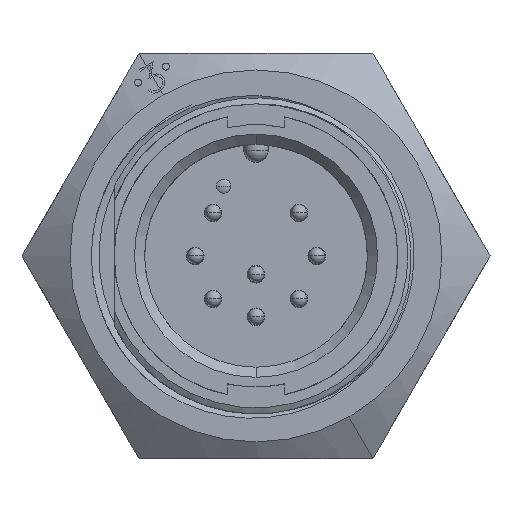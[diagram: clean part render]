
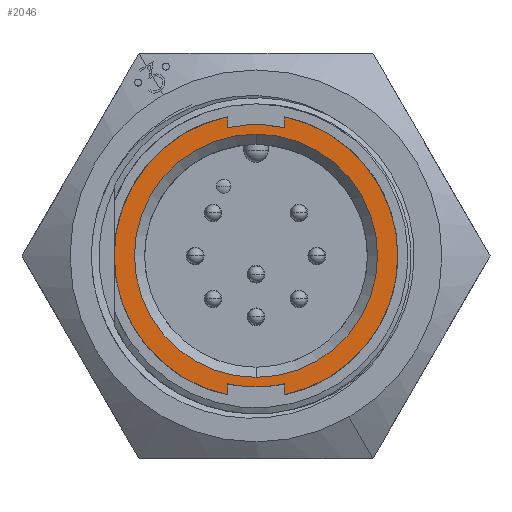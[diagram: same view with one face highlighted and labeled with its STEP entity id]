
A CAD part, top view. The second image highlights one B-rep face of the part: STEP entity #2046.
In plain terms, the highlighted planar face has unit normal (0, 0, 1).
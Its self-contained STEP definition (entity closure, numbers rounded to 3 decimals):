
#195 = DIRECTION ( 'NONE',  ( 0., 1., 0. ) ) ;
#505 = DIRECTION ( 'NONE',  ( 0., -1., 0. ) ) ;
#666 = VERTEX_POINT ( 'NONE', #11701 ) ;
#831 = CIRCLE ( 'NONE', #8569, 7.62 ) ;
#1097 = VERTEX_POINT ( 'NONE', #16923 ) ;
#1611 = DIRECTION ( 'NONE',  ( 0., 0., -1. ) ) ;
#1937 = AXIS2_PLACEMENT_3D ( 'NONE', #8596, #22333, #10565 ) ;
#2003 = VERTEX_POINT ( 'NONE', #7714 ) ;
#2046 = ADVANCED_FACE ( 'NONE', ( #19966, #25461 ), #23773, .F. ) ;
#2284 = EDGE_CURVE ( 'NONE', #25160, #17191, #7060, .T. ) ;
#2302 = CARTESIAN_POINT ( 'NONE',  ( -1.778, -8.022, 0. ) ) ;
#2446 = AXIS2_PLACEMENT_3D ( 'NONE', #16933, #5169, #18874 ) ;
#3701 = VERTEX_POINT ( 'NONE', #18142 ) ;
#4370 = EDGE_LOOP ( 'NONE', ( #24358, #18725, #15985, #12497, #10241, #24890, #21747, #14619, #16657 ) ) ;
#4782 = EDGE_CURVE ( 'NONE', #15958, #25160, #17754, .T. ) ;
#4870 = CARTESIAN_POINT ( 'NONE',  ( -1.778, 8.71, 0. ) ) ;
#5002 = EDGE_CURVE ( 'NONE', #1097, #13322, #831, .T. ) ;
#5169 = DIRECTION ( 'NONE',  ( 0., 0., 1. ) ) ;
#5358 = CARTESIAN_POINT ( 'NONE',  ( 0., 0., 0. ) ) ;
#5448 = EDGE_CURVE ( 'NONE', #2003, #12634, #8847, .T. ) ;
#6673 = EDGE_CURVE ( 'NONE', #13322, #1097, #10663, .T. ) ;
#6842 = CARTESIAN_POINT ( 'NONE',  ( 1.778, 8.022, 0. ) ) ;
#7050 = VECTOR ( 'NONE', #16639, 1000. ) ;
#7060 = CIRCLE ( 'NONE', #20900, 8.217 ) ;
#7147 = DIRECTION ( 'NONE',  ( 0., 0., 1. ) ) ;
#7324 = DIRECTION ( 'NONE',  ( 1., 0., 0. ) ) ;
#7561 = CIRCLE ( 'NONE', #17160, 8.89 ) ;
#7714 = CARTESIAN_POINT ( 'NONE',  ( -1.778, 8.022, 0. ) ) ;
#8194 = LINE ( 'NONE', #8354, #12184 ) ;
#8354 = CARTESIAN_POINT ( 'NONE',  ( -1.778, -8.022, 0. ) ) ;
#8569 = AXIS2_PLACEMENT_3D ( 'NONE', #11314, #25035, #13269 ) ;
#8596 = CARTESIAN_POINT ( 'NONE',  ( 0., 0., 0. ) ) ;
#8837 = DIRECTION ( 'NONE',  ( 0., 0., 1. ) ) ;
#8847 = CIRCLE ( 'NONE', #17269, 8.217 ) ;
#9137 = EDGE_CURVE ( 'NONE', #3701, #15958, #17968, .T. ) ;
#10241 = ORIENTED_EDGE ( 'NONE', *, *, #2284, .F. ) ;
#10565 = DIRECTION ( 'NONE',  ( 1., 0., 0. ) ) ;
#10663 = CIRCLE ( 'NONE', #19737, 7.62 ) ;
#10772 = CARTESIAN_POINT ( 'NONE',  ( -1.778, 8.71, 0. ) ) ;
#11314 = CARTESIAN_POINT ( 'NONE',  ( 0., 0., 0. ) ) ;
#11500 = VECTOR ( 'NONE', #11644, 1000. ) ;
#11644 = DIRECTION ( 'NONE',  ( 0., 1., 0. ) ) ;
#11676 = AXIS2_PLACEMENT_3D ( 'NONE', #13883, #11989, #195 ) ;
#11701 = CARTESIAN_POINT ( 'NONE',  ( -1.778, -8.71, 0. ) ) ;
#11989 = DIRECTION ( 'NONE',  ( 0., 0., -1. ) ) ;
#12184 = VECTOR ( 'NONE', #505, 1000. ) ;
#12200 = ORIENTED_EDGE ( 'NONE', *, *, #5002, .F. ) ;
#12497 = ORIENTED_EDGE ( 'NONE', *, *, #19858, .F. ) ;
#12634 = VERTEX_POINT ( 'NONE', #19526 ) ;
#12892 = LINE ( 'NONE', #4870, #7050 ) ;
#13269 = DIRECTION ( 'NONE',  ( 0., -1., 0. ) ) ;
#13322 = VERTEX_POINT ( 'NONE', #17050 ) ;
#13396 = CARTESIAN_POINT ( 'NONE',  ( 0., 0., 0. ) ) ;
#13607 = CARTESIAN_POINT ( 'NONE',  ( 1.778, 8.71, 0. ) ) ;
#13734 = VERTEX_POINT ( 'NONE', #10772 ) ;
#13883 = CARTESIAN_POINT ( 'NONE',  ( 0., 8.89, 0. ) ) ;
#14619 = ORIENTED_EDGE ( 'NONE', *, *, #22342, .T. ) ;
#15246 = CARTESIAN_POINT ( 'NONE',  ( 0., -8.217, 0. ) ) ;
#15384 = DIRECTION ( 'NONE',  ( 1., 0., 0. ) ) ;
#15958 = VERTEX_POINT ( 'NONE', #22307 ) ;
#15985 = ORIENTED_EDGE ( 'NONE', *, *, #23806, .T. ) ;
#16054 = EDGE_CURVE ( 'NONE', #12634, #18948, #17498, .T. ) ;
#16072 = EDGE_CURVE ( 'NONE', #13734, #2003, #12892, .T. ) ;
#16639 = DIRECTION ( 'NONE',  ( 0., -1., 0. ) ) ;
#16657 = ORIENTED_EDGE ( 'NONE', *, *, #16054, .F. ) ;
#16923 = CARTESIAN_POINT ( 'NONE',  ( 0., 7.62, 0. ) ) ;
#16933 = CARTESIAN_POINT ( 'NONE',  ( 0., 0., 0. ) ) ;
#17050 = CARTESIAN_POINT ( 'NONE',  ( 0., -7.62, 0. ) ) ;
#17160 = AXIS2_PLACEMENT_3D ( 'NONE', #20585, #8837, #22580 ) ;
#17191 = VERTEX_POINT ( 'NONE', #2302 ) ;
#17269 = AXIS2_PLACEMENT_3D ( 'NONE', #13396, #1611, #15384 ) ;
#17498 = LINE ( 'NONE', #6842, #18117 ) ;
#17604 = ORIENTED_EDGE ( 'NONE', *, *, #6673, .F. ) ;
#17754 = CIRCLE ( 'NONE', #1937, 8.217 ) ;
#17968 = LINE ( 'NONE', #21443, #11500 ) ;
#18117 = VECTOR ( 'NONE', #20563, 1000. ) ;
#18142 = CARTESIAN_POINT ( 'NONE',  ( 1.778, -8.71, 0. ) ) ;
#18725 = ORIENTED_EDGE ( 'NONE', *, *, #16072, .F. ) ;
#18869 = EDGE_LOOP ( 'NONE', ( #17604, #12200 ) ) ;
#18874 = DIRECTION ( 'NONE',  ( 0., -1., 0. ) ) ;
#18885 = CARTESIAN_POINT ( 'NONE',  ( 0., 0., 0. ) ) ;
#18948 = VERTEX_POINT ( 'NONE', #13607 ) ;
#19064 = DIRECTION ( 'NONE',  ( 0., 0., -1. ) ) ;
#19526 = CARTESIAN_POINT ( 'NONE',  ( 1.778, 8.022, 0. ) ) ;
#19737 = AXIS2_PLACEMENT_3D ( 'NONE', #18885, #7147, #20888 ) ;
#19858 = EDGE_CURVE ( 'NONE', #17191, #666, #8194, .T. ) ;
#19966 = FACE_OUTER_BOUND ( 'NONE', #4370, .T. ) ;
#20563 = DIRECTION ( 'NONE',  ( 0., 1., 0. ) ) ;
#20585 = CARTESIAN_POINT ( 'NONE',  ( 0., 0., 0. ) ) ;
#20888 = DIRECTION ( 'NONE',  ( 0., -1., 0. ) ) ;
#20900 = AXIS2_PLACEMENT_3D ( 'NONE', #5358, #19064, #7324 ) ;
#21443 = CARTESIAN_POINT ( 'NONE',  ( 1.778, -8.71, 0. ) ) ;
#21747 = ORIENTED_EDGE ( 'NONE', *, *, #9137, .F. ) ;
#22307 = CARTESIAN_POINT ( 'NONE',  ( 1.778, -8.022, 0. ) ) ;
#22333 = DIRECTION ( 'NONE',  ( 0., 0., -1. ) ) ;
#22342 = EDGE_CURVE ( 'NONE', #3701, #18948, #7561, .T. ) ;
#22580 = DIRECTION ( 'NONE',  ( 0., -1., 0. ) ) ;
#23773 = PLANE ( 'NONE',  #11676 ) ;
#23806 = EDGE_CURVE ( 'NONE', #13734, #666, #24739, .T. ) ;
#24358 = ORIENTED_EDGE ( 'NONE', *, *, #5448, .F. ) ;
#24739 = CIRCLE ( 'NONE', #2446, 8.89 ) ;
#24890 = ORIENTED_EDGE ( 'NONE', *, *, #4782, .F. ) ;
#25035 = DIRECTION ( 'NONE',  ( 0., 0., 1. ) ) ;
#25160 = VERTEX_POINT ( 'NONE', #15246 ) ;
#25461 = FACE_BOUND ( 'NONE', #18869, .T. ) ;
